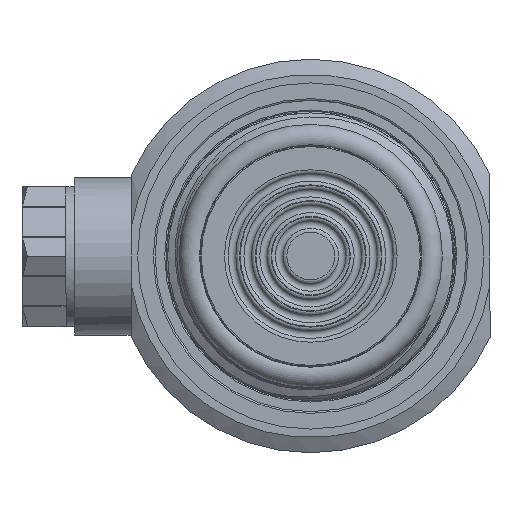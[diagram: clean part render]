
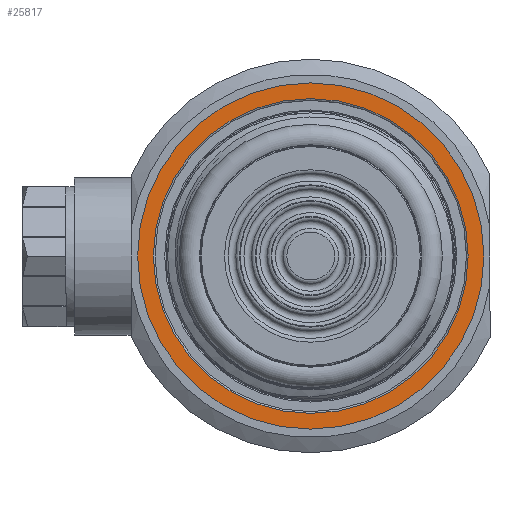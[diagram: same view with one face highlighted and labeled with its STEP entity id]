
A CAD part, left-side view. The second image highlights one B-rep face of the part: STEP entity #25817.
In plain terms, the highlighted planar face has unit normal (-1, 0, 0).
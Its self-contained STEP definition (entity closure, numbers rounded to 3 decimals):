
#511=FACE_BOUND('',#4529,.T.);
#1629=PLANE('',#27333);
#3020=FACE_OUTER_BOUND('',#4528,.T.);
#4528=EDGE_LOOP('',(#24063));
#4529=EDGE_LOOP('',(#24064));
#5060=CIRCLE('',#27332,19.8);
#5061=CIRCLE('',#27334,18.);
#12747=VERTEX_POINT('',#76476);
#12748=VERTEX_POINT('',#76480);
#16535=EDGE_CURVE('',#12747,#12747,#5060,.T.);
#16536=EDGE_CURVE('',#12748,#12748,#5061,.T.);
#24063=ORIENTED_EDGE('',*,*,#16535,.F.);
#24064=ORIENTED_EDGE('',*,*,#16536,.T.);
#25817=ADVANCED_FACE('',(#3020,#511),#1629,.T.);
#27332=AXIS2_PLACEMENT_3D('',#76478,#32214,#32215);
#27333=AXIS2_PLACEMENT_3D('',#76479,#32216,#32217);
#27334=AXIS2_PLACEMENT_3D('',#76481,#32218,#32219);
#32214=DIRECTION('center_axis',(1.,0.,0.));
#32215=DIRECTION('ref_axis',(0.,0.,-1.));
#32216=DIRECTION('center_axis',(-1.,0.,0.));
#32217=DIRECTION('ref_axis',(0.,0.,1.));
#32218=DIRECTION('center_axis',(1.,0.,0.));
#32219=DIRECTION('ref_axis',(0.,0.,-1.));
#76476=CARTESIAN_POINT('',(25.,-19.8,0.));
#76478=CARTESIAN_POINT('Origin',(25.,0.,0.));
#76479=CARTESIAN_POINT('Origin',(25.,19.8,0.));
#76480=CARTESIAN_POINT('',(25.,0.,18.));
#76481=CARTESIAN_POINT('Origin',(25.,0.,0.));
